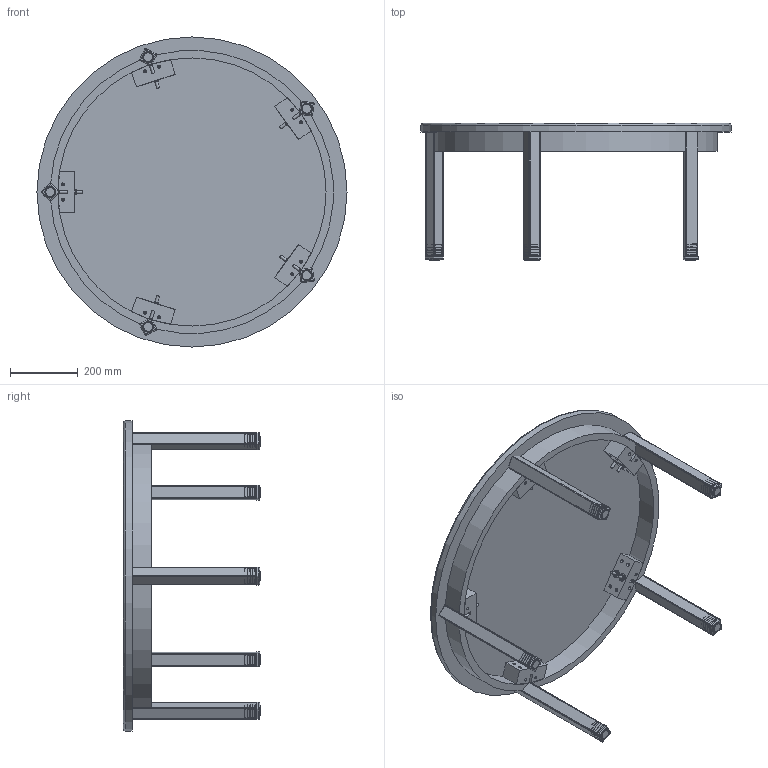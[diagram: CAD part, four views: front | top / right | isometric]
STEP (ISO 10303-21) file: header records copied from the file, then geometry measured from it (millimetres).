
FILE_DESCRIPTION(/* description */ (''),/* implementation_level */ '2;1');
FILE_NAME(/* name */ 'KOT36R.stp',/* time_stamp */ '2016-06-22T11:41:46-04:00',/* author */ ('emerkel'),/* organization */ (''),/* preprocessor_version */ 'ST-DEVELOPER v16.1',/* originating_system */ 'Autodesk Inventor 2016',/* authorisation */ '');
FILE_SCHEMA (('AUTOMOTIVE_DESIGN { 1 0 10303 214 3 1 1 }'));
Length unit declared in the file: inch
Products named in the file (13): KOT36R TOP; KOT36R TOP_1; KOT 14.5-1; LEG CAP 1.5-1-B; TBL36 RND-01-A; CB KOT36R-A; 5-16X.18 LK NUT; 5-16 WASHER; 10X2 PH; 8X2.25 QUAD DT; GLD BLK 5-16; LEG CAP 1.5-1-B_1; KOT36R-A
Assembly tree (74 placements, depth 3):
  KOT36R-A
    KOT36R TOP_1
      KOT36R TOP
    KOT 14.5-1  x5
    LEG CAP 1.5-1-B_1  x5
      LEG CAP 1.5-1-B
      GLD BLK 5-16
    TBL36 RND-01-A  x5
    CB KOT36R-A  x5
    5-16X.18 LK NUT  x10
    5-16 WASHER  x10
    10X2 PH  x20
    8X2.25 QUAD DT  x10
Bounding box: 914.4 x 404.45 x 914.4 mm (x, y, z)
Volume: 21878274.4 mm3; surface area: 2677059.7 mm2
Topology: 96 solids, 106 shells, 5114 faces, 11270 edges, 6493 vertices
Faces by surface type: plane 1582, cylinder 1336, torus 871, bspline 695, cone 510, sphere 120
Full cylindrical faces by diameter (mm): 2.381 x10, 4.166 x10, 4.762 x20, 4.826 x20, 6.401 x20, 6.528 x10, 7.925 x10, 7.937 x35, 7.938 x10, 8.001 x5, 8.179 x10, 8.636 x5, 8.731 x10, 8.89 x10, 9.271 x5, 9.398 x10, 9.525 x20, 11.112 x10, 12.7 x10, 22.225 x10, 22.987 x10, 914.4 x1
Entity records: 35469 total; most frequent: CARTESIAN_POINT 17072, ORIENTED_EDGE 3660, DIRECTION 3660, EDGE_CURVE 1832, AXIS2_PLACEMENT_3D 1497, VERTEX_POINT 1052, EDGE_LOOP 998, FACE_OUTER_BOUND 888
